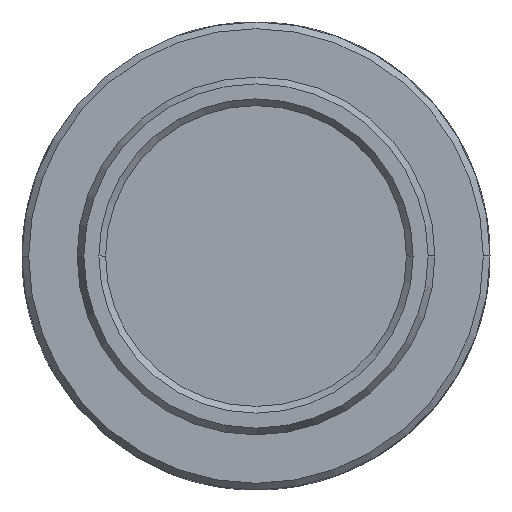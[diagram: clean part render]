
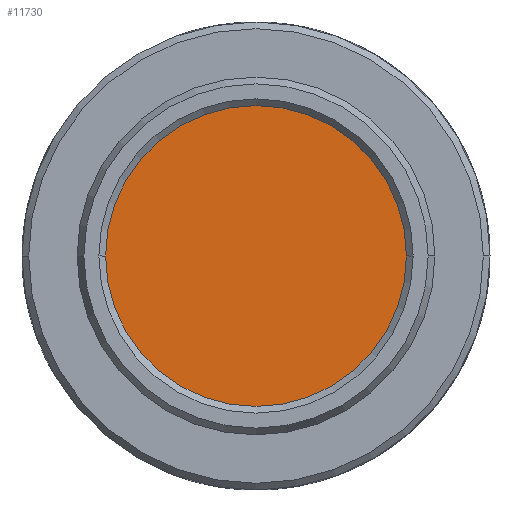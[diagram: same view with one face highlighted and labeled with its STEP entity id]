
A CAD part, left-side view. The second image highlights one B-rep face of the part: STEP entity #11730.
In plain terms, the highlighted planar face has unit normal (-1, 0, 0).
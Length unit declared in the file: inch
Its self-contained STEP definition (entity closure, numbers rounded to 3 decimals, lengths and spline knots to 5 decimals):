
#1065 = AXIS2_PLACEMENT_3D ( 'NONE', #6895, #15387, #8115 ) ;
#2265 = DIRECTION ( 'NONE',  ( 1., 0., 0. ) ) ;
#2415 = ORIENTED_EDGE ( 'NONE', *, *, #3590, .F. ) ;
#3590 = EDGE_CURVE ( 'NONE', #13374, #14793, #4820, .T. ) ;
#4820 = CIRCLE ( 'NONE', #6323, 0.25 ) ;
#5773 = AXIS2_PLACEMENT_3D ( 'NONE', #11955, #2265, #10782 ) ;
#6206 = DIRECTION ( 'NONE',  ( 1., 0., 0. ) ) ;
#6323 = AXIS2_PLACEMENT_3D ( 'NONE', #13479, #6206, #14698 ) ;
#6532 = CARTESIAN_POINT ( 'NONE',  ( -0.125, 0., 0.25 ) ) ;
#6895 = CARTESIAN_POINT ( 'NONE',  ( -0.125, 0., 0. ) ) ;
#7014 = CIRCLE ( 'NONE', #1065, 0.25 ) ;
#7085 = EDGE_CURVE ( 'NONE', #14793, #13374, #7014, .T. ) ;
#7171 = FACE_OUTER_BOUND ( 'NONE', #13147, .T. ) ;
#8115 = DIRECTION ( 'NONE',  ( 0., 0., -1. ) ) ;
#10782 = DIRECTION ( 'NONE',  ( 0., 0., -1. ) ) ;
#11730 = ADVANCED_FACE ( 'NONE', ( #7171 ), #13160, .F. ) ;
#11955 = CARTESIAN_POINT ( 'NONE',  ( -0.125, 0., 0. ) ) ;
#12807 = ORIENTED_EDGE ( 'NONE', *, *, #7085, .F. ) ;
#13147 = EDGE_LOOP ( 'NONE', ( #2415, #12807 ) ) ;
#13160 = PLANE ( 'NONE',  #5773 ) ;
#13374 = VERTEX_POINT ( 'NONE', #14838 ) ;
#13479 = CARTESIAN_POINT ( 'NONE',  ( -0.125, 0., 0. ) ) ;
#14698 = DIRECTION ( 'NONE',  ( 0., 0., -1. ) ) ;
#14793 = VERTEX_POINT ( 'NONE', #6532 ) ;
#14838 = CARTESIAN_POINT ( 'NONE',  ( -0.125, 0., -0.25 ) ) ;
#15387 = DIRECTION ( 'NONE',  ( 1., 0., 0. ) ) ;
